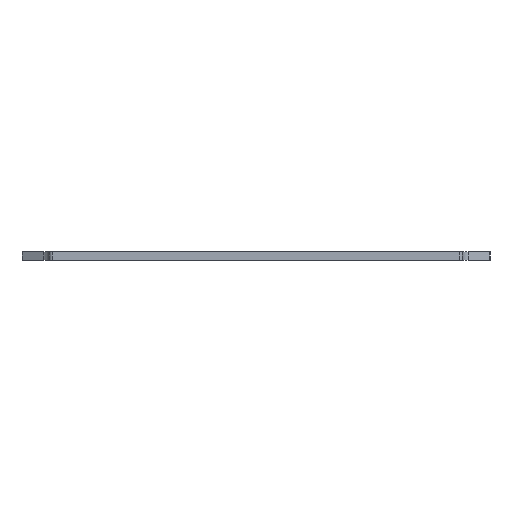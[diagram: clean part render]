
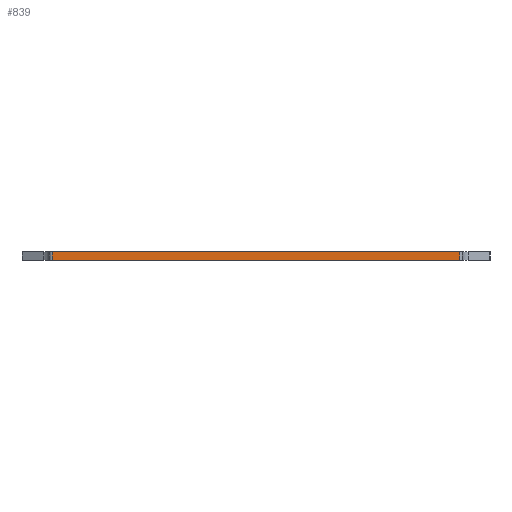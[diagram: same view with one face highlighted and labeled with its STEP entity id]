
A CAD part, left-side view. The second image highlights one B-rep face of the part: STEP entity #839.
In plain terms, the highlighted planar face has unit normal (-1, 0, 0).
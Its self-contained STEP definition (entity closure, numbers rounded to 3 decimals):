
#812 = VERTEX_POINT('',#813);
#813 = CARTESIAN_POINT('',(23.544,-96.606,1.59));
#820 = EDGE_CURVE('',#821,#812,#823,.T.);
#821 = VERTEX_POINT('',#822);
#822 = CARTESIAN_POINT('',(23.544,-96.606,0.));
#823 = LINE('',#824,#825);
#824 = CARTESIAN_POINT('',(23.544,-96.606,0.));
#825 = VECTOR('',#826,1.);
#826 = DIRECTION('',(0.,0.,1.));
#839 = ADVANCED_FACE('',(#840),#865,.T.);
#840 = FACE_BOUND('',#841,.T.);
#841 = EDGE_LOOP('',(#842,#843,#851,#859));
#842 = ORIENTED_EDGE('',*,*,#820,.T.);
#843 = ORIENTED_EDGE('',*,*,#844,.T.);
#844 = EDGE_CURVE('',#812,#845,#847,.T.);
#845 = VERTEX_POINT('',#846);
#846 = CARTESIAN_POINT('',(23.544,-22.456,1.59));
#847 = LINE('',#848,#849);
#848 = CARTESIAN_POINT('',(23.544,-96.606,1.59));
#849 = VECTOR('',#850,1.);
#850 = DIRECTION('',(0.,1.,0.));
#851 = ORIENTED_EDGE('',*,*,#852,.F.);
#852 = EDGE_CURVE('',#853,#845,#855,.T.);
#853 = VERTEX_POINT('',#854);
#854 = CARTESIAN_POINT('',(23.544,-22.456,0.));
#855 = LINE('',#856,#857);
#856 = CARTESIAN_POINT('',(23.544,-22.456,0.));
#857 = VECTOR('',#858,1.);
#858 = DIRECTION('',(0.,0.,1.));
#859 = ORIENTED_EDGE('',*,*,#860,.F.);
#860 = EDGE_CURVE('',#821,#853,#861,.T.);
#861 = LINE('',#862,#863);
#862 = CARTESIAN_POINT('',(23.544,-96.606,0.));
#863 = VECTOR('',#864,1.);
#864 = DIRECTION('',(0.,1.,0.));
#865 = PLANE('',#866);
#866 = AXIS2_PLACEMENT_3D('',#867,#868,#869);
#867 = CARTESIAN_POINT('',(23.544,-96.606,0.));
#868 = DIRECTION('',(-1.,0.,0.));
#869 = DIRECTION('',(0.,1.,0.));
